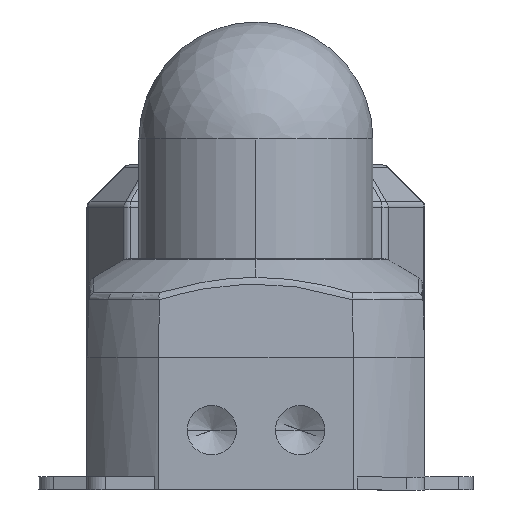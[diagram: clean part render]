
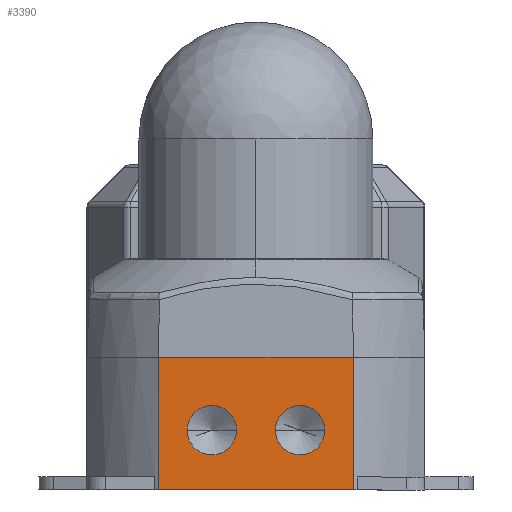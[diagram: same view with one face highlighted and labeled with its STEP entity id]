
A CAD part, front view. The second image highlights one B-rep face of the part: STEP entity #3390.
In plain terms, the highlighted planar face has unit normal (0, -1, 0).
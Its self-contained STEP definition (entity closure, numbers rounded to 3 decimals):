
#52 = DIRECTION ( 'NONE',  ( 1., 0., 0. ) ) ;
#87 = DIRECTION ( 'NONE',  ( -1., 0., 0. ) ) ;
#118 = ORIENTED_EDGE ( 'NONE', *, *, #2406, .F. ) ;
#169 = ORIENTED_EDGE ( 'NONE', *, *, #3745, .F. ) ;
#173 = LINE ( 'NONE', #2364, #4370 ) ;
#274 = VERTEX_POINT ( 'NONE', #1495 ) ;
#306 = VERTEX_POINT ( 'NONE', #2067 ) ;
#322 = ORIENTED_EDGE ( 'NONE', *, *, #3360, .F. ) ;
#435 = EDGE_LOOP ( 'NONE', ( #169, #5117 ) ) ;
#445 = DIRECTION ( 'NONE',  ( 0., -1., 0. ) ) ;
#536 = ORIENTED_EDGE ( 'NONE', *, *, #1758, .F. ) ;
#631 = PLANE ( 'NONE',  #6809 ) ;
#700 = EDGE_CURVE ( 'NONE', #6501, #3785, #6713, .T. ) ;
#987 = CARTESIAN_POINT ( 'NONE',  ( 17., -196.7, -28. ) ) ;
#1168 = LINE ( 'NONE', #3320, #2451 ) ;
#1175 = FACE_OUTER_BOUND ( 'NONE', #3663, .T. ) ;
#1216 = ORIENTED_EDGE ( 'NONE', *, *, #2634, .T. ) ;
#1495 = CARTESIAN_POINT ( 'NONE',  ( 7.513, -196.7, -28. ) ) ;
#1502 = CARTESIAN_POINT ( 'NONE',  ( -37.417, -196.7, -323.848 ) ) ;
#1540 = CARTESIAN_POINT ( 'NONE',  ( -37.417, -196.7, -51. ) ) ;
#1568 = CIRCLE ( 'NONE', #4580, 9.487 ) ;
#1758 = EDGE_CURVE ( 'NONE', #4080, #274, #1568, .T. ) ;
#1893 = EDGE_CURVE ( 'NONE', #3595, #306, #173, .T. ) ;
#1994 = CIRCLE ( 'NONE', #5911, 9.487 ) ;
#2027 = VERTEX_POINT ( 'NONE', #2934 ) ;
#2067 = CARTESIAN_POINT ( 'NONE',  ( 37.417, -196.7, -51. ) ) ;
#2088 = DIRECTION ( 'NONE',  ( 1., 0., 0. ) ) ;
#2251 = CARTESIAN_POINT ( 'NONE',  ( 17., -196.7, -28. ) ) ;
#2364 = CARTESIAN_POINT ( 'NONE',  ( -25., -196.7, -51. ) ) ;
#2406 = EDGE_CURVE ( 'NONE', #2467, #2027, #4744, .T. ) ;
#2451 = VECTOR ( 'NONE', #5458, 1000. ) ;
#2467 = VERTEX_POINT ( 'NONE', #6970 ) ;
#2619 = DIRECTION ( 'NONE',  ( 1., 0., 0. ) ) ;
#2634 = EDGE_CURVE ( 'NONE', #306, #2027, #1168, .T. ) ;
#2675 = CIRCLE ( 'NONE', #6590, 9.487 ) ;
#2770 = CARTESIAN_POINT ( 'NONE',  ( -17., -196.7, -28. ) ) ;
#2801 = AXIS2_PLACEMENT_3D ( 'NONE', #5284, #445, #2619 ) ;
#2809 = CARTESIAN_POINT ( 'NONE',  ( -25., -196.7, -46. ) ) ;
#2819 = VECTOR ( 'NONE', #3644, 1000. ) ;
#2934 = CARTESIAN_POINT ( 'NONE',  ( 37.417, -196.7, 0. ) ) ;
#3143 = DIRECTION ( 'NONE',  ( 0., -1., 0. ) ) ;
#3320 = CARTESIAN_POINT ( 'NONE',  ( 37.417, -196.7, -323.848 ) ) ;
#3326 = FACE_BOUND ( 'NONE', #435, .T. ) ;
#3360 = EDGE_CURVE ( 'NONE', #274, #4080, #1994, .T. ) ;
#3390 = ADVANCED_FACE ( 'NONE', ( #1175, #3326, #5465 ), #631, .F. ) ;
#3595 = VERTEX_POINT ( 'NONE', #1540 ) ;
#3644 = DIRECTION ( 'NONE',  ( 0., 0., 1. ) ) ;
#3663 = EDGE_LOOP ( 'NONE', ( #6597, #1216, #118, #5839 ) ) ;
#3666 = EDGE_LOOP ( 'NONE', ( #536, #322 ) ) ;
#3745 = EDGE_CURVE ( 'NONE', #3785, #6501, #2675, .T. ) ;
#3785 = VERTEX_POINT ( 'NONE', #5505 ) ;
#4080 = VERTEX_POINT ( 'NONE', #4278 ) ;
#4278 = CARTESIAN_POINT ( 'NONE',  ( 26.487, -196.7, -28. ) ) ;
#4370 = VECTOR ( 'NONE', #4498, 1000. ) ;
#4389 = DIRECTION ( 'NONE',  ( 0., -1., 0. ) ) ;
#4498 = DIRECTION ( 'NONE',  ( 1., 0., 0. ) ) ;
#4580 = AXIS2_PLACEMENT_3D ( 'NONE', #987, #3143, #5282 ) ;
#4744 = LINE ( 'NONE', #6891, #5025 ) ;
#4904 = DIRECTION ( 'NONE',  ( 0., -1., 0. ) ) ;
#4942 = DIRECTION ( 'NONE',  ( 0., 1., 0. ) ) ;
#5025 = VECTOR ( 'NONE', #2088, 1000. ) ;
#5117 = ORIENTED_EDGE ( 'NONE', *, *, #700, .F. ) ;
#5282 = DIRECTION ( 'NONE',  ( 1., 0., 0. ) ) ;
#5284 = CARTESIAN_POINT ( 'NONE',  ( -17., -196.7, -28. ) ) ;
#5458 = DIRECTION ( 'NONE',  ( 0., 0., 1. ) ) ;
#5465 = FACE_BOUND ( 'NONE', #3666, .T. ) ;
#5505 = CARTESIAN_POINT ( 'NONE',  ( -7.513, -196.7, -28. ) ) ;
#5839 = ORIENTED_EDGE ( 'NONE', *, *, #6445, .F. ) ;
#5911 = AXIS2_PLACEMENT_3D ( 'NONE', #2251, #4389, #6531 ) ;
#6317 = LINE ( 'NONE', #1502, #2819 ) ;
#6386 = CARTESIAN_POINT ( 'NONE',  ( -26.487, -196.7, -28. ) ) ;
#6445 = EDGE_CURVE ( 'NONE', #3595, #2467, #6317, .T. ) ;
#6501 = VERTEX_POINT ( 'NONE', #6386 ) ;
#6531 = DIRECTION ( 'NONE',  ( 1., 0., 0. ) ) ;
#6590 = AXIS2_PLACEMENT_3D ( 'NONE', #2770, #4904, #52 ) ;
#6597 = ORIENTED_EDGE ( 'NONE', *, *, #1893, .T. ) ;
#6713 = CIRCLE ( 'NONE', #2801, 9.487 ) ;
#6809 = AXIS2_PLACEMENT_3D ( 'NONE', #2809, #4942, #87 ) ;
#6891 = CARTESIAN_POINT ( 'NONE',  ( -37.417, -196.7, 0. ) ) ;
#6970 = CARTESIAN_POINT ( 'NONE',  ( -37.417, -196.7, 0. ) ) ;
